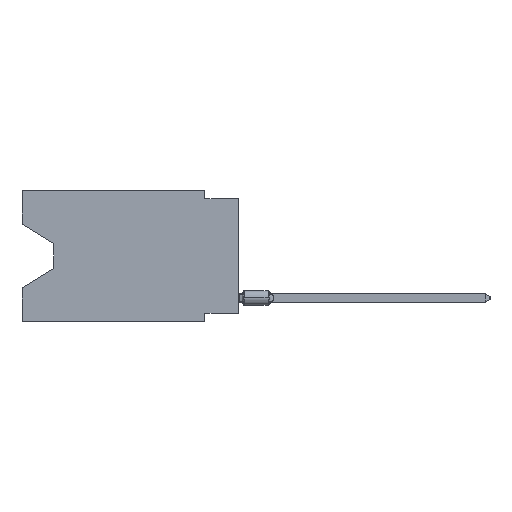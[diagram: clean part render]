
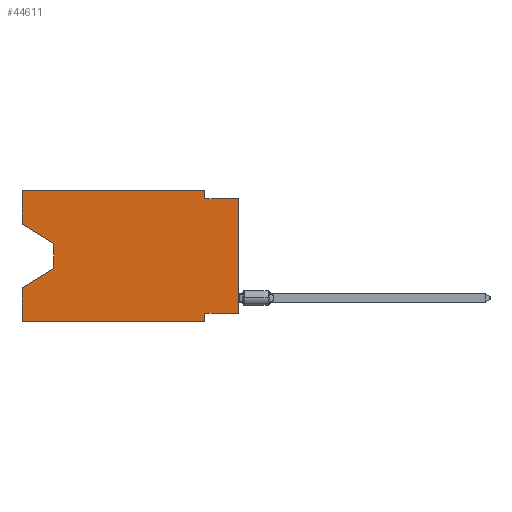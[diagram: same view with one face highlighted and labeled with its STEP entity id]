
A CAD part, left-side view. The second image highlights one B-rep face of the part: STEP entity #44611.
In plain terms, the highlighted planar face has unit normal (-1, 0, 0).
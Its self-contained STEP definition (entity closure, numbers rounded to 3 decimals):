
#430 = DIRECTION ( 'NONE',  ( 0., 0.855, -0.519 ) ) ;
#930 = DIRECTION ( 'NONE',  ( 0., 1., 0. ) ) ;
#1587 = LINE ( 'NONE', #18690, #31467 ) ;
#1749 = CARTESIAN_POINT ( 'NONE',  ( 0., 13.97, -4.013 ) ) ;
#2577 = DIRECTION ( 'NONE',  ( 0., -0.855, -0.519 ) ) ;
#2725 = LINE ( 'NONE', #26944, #14816 ) ;
#3950 = DIRECTION ( 'NONE',  ( 0., 0., -1. ) ) ;
#4040 = CARTESIAN_POINT ( 'NONE',  ( 0., 0., -9.271 ) ) ;
#4168 = EDGE_CURVE ( 'NONE', #46805, #69438, #2725, .T. ) ;
#4342 = CARTESIAN_POINT ( 'NONE',  ( 0., 16.383, 0. ) ) ;
#6009 = LINE ( 'NONE', #30243, #59163 ) ;
#6643 = DIRECTION ( 'NONE',  ( 0., 0., -1. ) ) ;
#8046 = CARTESIAN_POINT ( 'NONE',  ( 0., 0., -9.271 ) ) ;
#9502 = DIRECTION ( 'NONE',  ( 1., 0., 0. ) ) ;
#10571 = ORIENTED_EDGE ( 'NONE', *, *, #76902, .F. ) ;
#10914 = ORIENTED_EDGE ( 'NONE', *, *, #4168, .T. ) ;
#13015 = VERTEX_POINT ( 'NONE', #23116 ) ;
#13598 = VECTOR ( 'NONE', #6643, 1000. ) ;
#13600 = CARTESIAN_POINT ( 'NONE',  ( 0., 16.383, -9.906 ) ) ;
#14816 = VECTOR ( 'NONE', #35248, 1000. ) ;
#17297 = CARTESIAN_POINT ( 'NONE',  ( 0., 16.383, -2.546 ) ) ;
#17809 = CARTESIAN_POINT ( 'NONE',  ( 0., 2.54, -9.271 ) ) ;
#18690 = CARTESIAN_POINT ( 'NONE',  ( 0., 2.54, 0. ) ) ;
#19529 = VERTEX_POINT ( 'NONE', #1749 ) ;
#20119 = DIRECTION ( 'NONE',  ( 0., -1., 0. ) ) ;
#21866 = ORIENTED_EDGE ( 'NONE', *, *, #40692, .F. ) ;
#21901 = EDGE_CURVE ( 'NONE', #19529, #45790, #61071, .T. ) ;
#23116 = CARTESIAN_POINT ( 'NONE',  ( 0., 16.383, -7.36 ) ) ;
#23371 = PLANE ( 'NONE',  #71452 ) ;
#23870 = CARTESIAN_POINT ( 'NONE',  ( 0., 13.97, -5.893 ) ) ;
#26944 = CARTESIAN_POINT ( 'NONE',  ( 0., 16.383, -9.906 ) ) ;
#28440 = VERTEX_POINT ( 'NONE', #38847 ) ;
#28583 = VECTOR ( 'NONE', #68454, 1000. ) ;
#29627 = LINE ( 'NONE', #54651, #56314 ) ;
#30243 = CARTESIAN_POINT ( 'NONE',  ( 0., 0., 0. ) ) ;
#31467 = VECTOR ( 'NONE', #42941, 1000. ) ;
#31473 = VECTOR ( 'NONE', #930, 1000. ) ;
#31501 = CARTESIAN_POINT ( 'NONE',  ( 0., 16.383, 0. ) ) ;
#32049 = EDGE_CURVE ( 'NONE', #48254, #28440, #6009, .T. ) ;
#32259 = ORIENTED_EDGE ( 'NONE', *, *, #49382, .T. ) ;
#32371 = CARTESIAN_POINT ( 'NONE',  ( 0., 16.383, -2.546 ) ) ;
#35248 = DIRECTION ( 'NONE',  ( 0., -1., 0. ) ) ;
#36299 = VECTOR ( 'NONE', #20119, 1000. ) ;
#36591 = ORIENTED_EDGE ( 'NONE', *, *, #45100, .F. ) ;
#36830 = ORIENTED_EDGE ( 'NONE', *, *, #21901, .T. ) ;
#37493 = ORIENTED_EDGE ( 'NONE', *, *, #62038, .F. ) ;
#37599 = LINE ( 'NONE', #67807, #36299 ) ;
#38693 = LINE ( 'NONE', #68505, #38880 ) ;
#38847 = CARTESIAN_POINT ( 'NONE',  ( 0., 0., -0.635 ) ) ;
#38880 = VECTOR ( 'NONE', #62146, 1000. ) ;
#40692 = EDGE_CURVE ( 'NONE', #48707, #69438, #71946, .T. ) ;
#41087 = CARTESIAN_POINT ( 'NONE',  ( 0., 2.54, 0. ) ) ;
#42941 = DIRECTION ( 'NONE',  ( 0., 0., -1. ) ) ;
#44224 = LINE ( 'NONE', #31501, #28583 ) ;
#44611 = ADVANCED_FACE ( 'NONE', ( #76644 ), #23371, .F. ) ;
#45100 = EDGE_CURVE ( 'NONE', #46805, #13015, #29627, .T. ) ;
#45790 = VERTEX_POINT ( 'NONE', #77039 ) ;
#46805 = VERTEX_POINT ( 'NONE', #13600 ) ;
#48089 = ORIENTED_EDGE ( 'NONE', *, *, #48469, .F. ) ;
#48254 = VERTEX_POINT ( 'NONE', #4040 ) ;
#48469 = EDGE_CURVE ( 'NONE', #49470, #58483, #1587, .T. ) ;
#48707 = VERTEX_POINT ( 'NONE', #17809 ) ;
#48907 = LINE ( 'NONE', #23870, #60345 ) ;
#49382 = EDGE_CURVE ( 'NONE', #77961, #19529, #51820, .T. ) ;
#49470 = VERTEX_POINT ( 'NONE', #41087 ) ;
#50081 = ORIENTED_EDGE ( 'NONE', *, *, #65143, .F. ) ;
#51820 = LINE ( 'NONE', #32371, #68483 ) ;
#52224 = ORIENTED_EDGE ( 'NONE', *, *, #60847, .F. ) ;
#53670 = CARTESIAN_POINT ( 'NONE',  ( 0., 2.54, -9.906 ) ) ;
#54651 = CARTESIAN_POINT ( 'NONE',  ( 0., 16.383, 0. ) ) ;
#54667 = CARTESIAN_POINT ( 'NONE',  ( 0., 2.54, -9.906 ) ) ;
#55721 = VECTOR ( 'NONE', #63366, 1000. ) ;
#56314 = VECTOR ( 'NONE', #78476, 1000. ) ;
#58483 = VERTEX_POINT ( 'NONE', #75109 ) ;
#59163 = VECTOR ( 'NONE', #66810, 1000. ) ;
#60345 = VECTOR ( 'NONE', #430, 1000. ) ;
#60847 = EDGE_CURVE ( 'NONE', #71543, #49470, #37599, .T. ) ;
#61071 = LINE ( 'NONE', #73389, #13598 ) ;
#62038 = EDGE_CURVE ( 'NONE', #77961, #71543, #44224, .T. ) ;
#62146 = DIRECTION ( 'NONE',  ( 0., -1., 0. ) ) ;
#62291 = EDGE_CURVE ( 'NONE', #45790, #13015, #48907, .T. ) ;
#63366 = DIRECTION ( 'NONE',  ( 0., 0., -1. ) ) ;
#65143 = EDGE_CURVE ( 'NONE', #48254, #48707, #73229, .T. ) ;
#66810 = DIRECTION ( 'NONE',  ( 0., 0., 1. ) ) ;
#67410 = ORIENTED_EDGE ( 'NONE', *, *, #32049, .T. ) ;
#67807 = CARTESIAN_POINT ( 'NONE',  ( 0., 16.383, 0. ) ) ;
#68454 = DIRECTION ( 'NONE',  ( 0., 0., 1. ) ) ;
#68483 = VECTOR ( 'NONE', #2577, 1000. ) ;
#68505 = CARTESIAN_POINT ( 'NONE',  ( 0., 0., -0.635 ) ) ;
#69438 = VERTEX_POINT ( 'NONE', #54667 ) ;
#69818 = CARTESIAN_POINT ( 'NONE',  ( 0., 16.383, 0. ) ) ;
#71452 = AXIS2_PLACEMENT_3D ( 'NONE', #4342, #9502, #3950 ) ;
#71543 = VERTEX_POINT ( 'NONE', #69818 ) ;
#71946 = LINE ( 'NONE', #53670, #55721 ) ;
#73229 = LINE ( 'NONE', #8046, #31473 ) ;
#73389 = CARTESIAN_POINT ( 'NONE',  ( 0., 13.97, -4.013 ) ) ;
#75109 = CARTESIAN_POINT ( 'NONE',  ( 0., 2.54, -0.635 ) ) ;
#76621 = EDGE_LOOP ( 'NONE', ( #32259, #36830, #77138, #36591, #10914, #21866, #50081, #67410, #10571, #48089, #52224, #37493 ) ) ;
#76644 = FACE_OUTER_BOUND ( 'NONE', #76621, .T. ) ;
#76902 = EDGE_CURVE ( 'NONE', #58483, #28440, #38693, .T. ) ;
#77039 = CARTESIAN_POINT ( 'NONE',  ( 0., 13.97, -5.893 ) ) ;
#77138 = ORIENTED_EDGE ( 'NONE', *, *, #62291, .T. ) ;
#77961 = VERTEX_POINT ( 'NONE', #17297 ) ;
#78476 = DIRECTION ( 'NONE',  ( 0., 0., 1. ) ) ;
